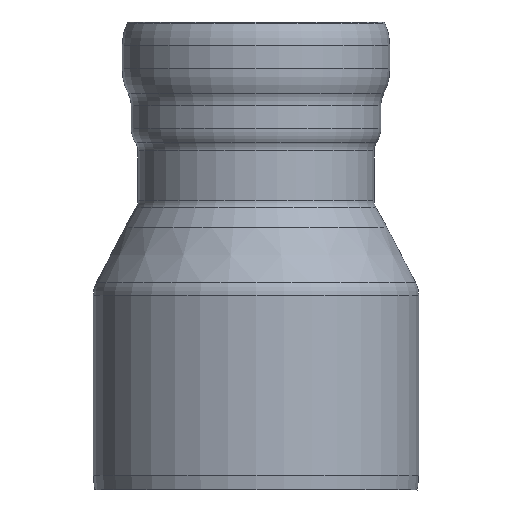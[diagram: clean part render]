
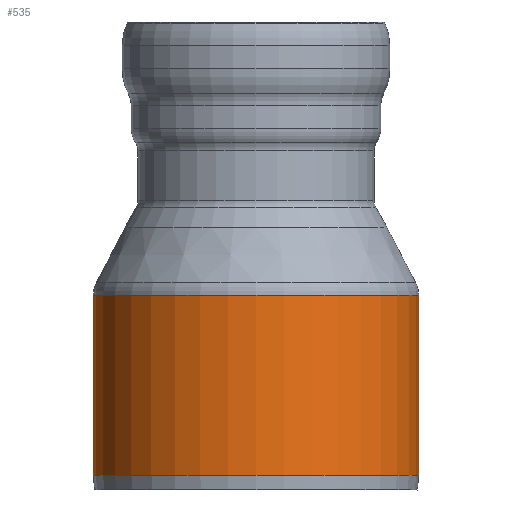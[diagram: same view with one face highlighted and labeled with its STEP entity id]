
A CAD part, front view. The second image highlights one B-rep face of the part: STEP entity #535.
In plain terms, the highlighted cylindrical face has radius 1095 mm (diameter 2190 mm), a full revolution.
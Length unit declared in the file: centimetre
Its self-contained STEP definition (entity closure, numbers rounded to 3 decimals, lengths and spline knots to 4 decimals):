
#40=CYLINDRICAL_SURFACE('',#574,109.5);
#48=FACE_OUTER_BOUND('',#82,.T.);
#82=EDGE_LOOP('',(#361,#362,#363,#364,#365));
#120=LINE('',#907,#136);
#136=VECTOR('',#688,109.5);
#151=CIRCLE('',#572,109.5);
#153=CIRCLE('',#575,109.5);
#154=CIRCLE('',#576,109.5);
#219=VERTEX_POINT('',#897);
#221=VERTEX_POINT('',#903);
#222=VERTEX_POINT('',#904);
#273=EDGE_CURVE('',#219,#219,#151,.T.);
#276=EDGE_CURVE('',#221,#222,#153,.T.);
#277=EDGE_CURVE('',#222,#221,#154,.T.);
#278=EDGE_CURVE('',#222,#219,#120,.T.);
#361=ORIENTED_EDGE('',*,*,#276,.F.);
#362=ORIENTED_EDGE('',*,*,#277,.F.);
#363=ORIENTED_EDGE('',*,*,#278,.T.);
#364=ORIENTED_EDGE('',*,*,#273,.T.);
#365=ORIENTED_EDGE('',*,*,#278,.F.);
#535=ADVANCED_FACE('',(#48),#40,.T.);
#572=AXIS2_PLACEMENT_3D('',#898,#677,#678);
#574=AXIS2_PLACEMENT_3D('',#902,#682,#683);
#575=AXIS2_PLACEMENT_3D('',#905,#684,#685);
#576=AXIS2_PLACEMENT_3D('',#906,#686,#687);
#677=DIRECTION('center_axis',(0.,0.,
1.));
#678=DIRECTION('ref_axis',(1.,0.,0.));
#682=DIRECTION('center_axis',(0.,0.,
1.));
#683=DIRECTION('ref_axis',(-1.,0.,0.));
#684=DIRECTION('center_axis',(0.,0.,
1.));
#685=DIRECTION('ref_axis',(1.,0.,0.));
#686=DIRECTION('center_axis',(0.,0.,
1.));
#687=DIRECTION('ref_axis',(1.,0.,0.));
#688=DIRECTION('',(0.,0.,-1.));
#897=CARTESIAN_POINT('',(109.5,0.,10.));
#898=CARTESIAN_POINT('Origin',(0.,0.,10.));
#902=CARTESIAN_POINT('Origin',(0.,0.,70.5684));
#903=CARTESIAN_POINT('',(0.,109.5,131.1368));
#904=CARTESIAN_POINT('',(109.5,0.,131.1368));
#905=CARTESIAN_POINT('Origin',(0.,0.,131.1368));
#906=CARTESIAN_POINT('Origin',(0.,0.,131.1368));
#907=CARTESIAN_POINT('',(109.5,0.,70.5684));
